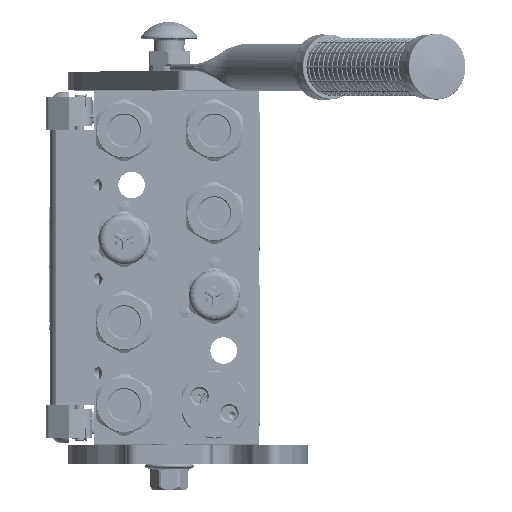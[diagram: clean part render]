
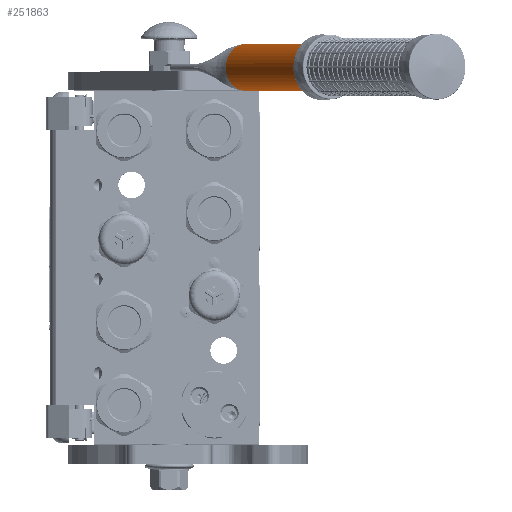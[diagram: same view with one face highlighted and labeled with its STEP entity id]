
A CAD part, top view. The second image highlights one B-rep face of the part: STEP entity #251863.
In plain terms, the highlighted cylindrical face has radius 12.5 mm (diameter 25 mm), a partial arc.
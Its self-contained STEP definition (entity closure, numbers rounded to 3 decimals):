
#247 = CARTESIAN_POINT ( 'NONE',  ( 12.5, 0.24, 0. ) ) ;
#4701 = CIRCLE ( 'NONE', #13397, 12.5 ) ;
#7113 = CARTESIAN_POINT ( 'NONE',  ( 12.466, 0.127, -0.927 ) ) ;
#13397 = AXIS2_PLACEMENT_3D ( 'NONE', #83832, #61305, #62243 ) ;
#19052 = CARTESIAN_POINT ( 'NONE',  ( -12.484, 0.186, -0.638 ) ) ;
#19981 = CARTESIAN_POINT ( 'NONE',  ( -12.494, 0.22, -0.394 ) ) ;
#20936 = CARTESIAN_POINT ( 'NONE',  ( -12.488, 0.202, -0.541 ) ) ;
#23374 = CARTESIAN_POINT ( 'NONE',  ( 12.5, 198., 0. ) ) ;
#23934 = DIRECTION ( 'NONE',  ( 0.994, 0., -0.109 ) ) ;
#24223 = CARTESIAN_POINT ( 'NONE',  ( -12.426, 0., -1.36 ) ) ;
#25000 = CARTESIAN_POINT ( 'NONE',  ( 12.441, 0.049, -1.219 ) ) ;
#26346 = EDGE_CURVE ( 'NONE', #225728, #84606, #4701, .T. ) ;
#26846 = CARTESIAN_POINT ( 'NONE',  ( 12.466, 0.13, -0.917 ) ) ;
#27193 = DIRECTION ( 'NONE',  ( 0., -1., 0. ) ) ;
#42556 = CARTESIAN_POINT ( 'NONE',  ( -12.482, 0.182, -0.665 ) ) ;
#43484 = CARTESIAN_POINT ( 'NONE',  ( -12.482, 0.18, -0.676 ) ) ;
#47607 = VERTEX_POINT ( 'NONE', #24223 ) ;
#47892 = CARTESIAN_POINT ( 'NONE',  ( 0., 0., 0. ) ) ;
#48084 = CIRCLE ( 'NONE', #50773, 12.5 ) ;
#48471 = CARTESIAN_POINT ( 'NONE',  ( 12.479, 0.172, -0.721 ) ) ;
#50773 = AXIS2_PLACEMENT_3D ( 'NONE', #143189, #119744, #164844 ) ;
#51866 = CARTESIAN_POINT ( 'NONE',  ( 12.5, 0.24, 0. ) ) ;
#54559 = CARTESIAN_POINT ( 'NONE',  ( -12.5, 0.24, 0. ) ) ;
#56517 = VERTEX_POINT ( 'NONE', #51866 ) ;
#59468 = LINE ( 'NONE', #247, #274433 ) ;
#61305 = DIRECTION ( 'NONE',  ( 0., 1., 0. ) ) ;
#62243 = DIRECTION ( 'NONE',  ( 1., 0., 0. ) ) ;
#68225 = CARTESIAN_POINT ( 'NONE',  ( 12.467, 0.131, -0.91 ) ) ;
#69163 = CARTESIAN_POINT ( 'NONE',  ( 12.468, 0.136, -0.889 ) ) ;
#70086 = CARTESIAN_POINT ( 'NONE',  ( 12.471, 0.146, -0.847 ) ) ;
#75873 = VERTEX_POINT ( 'NONE', #166734 ) ;
#82977 = CARTESIAN_POINT ( 'NONE',  ( -12.5, 0.24, 0. ) ) ;
#83832 = CARTESIAN_POINT ( 'NONE',  ( 0., 198., 0. ) ) ;
#84466 = EDGE_CURVE ( 'NONE', #56517, #225728, #59468, .T. ) ;
#84606 = VERTEX_POINT ( 'NONE', #239586 ) ;
#86697 = CARTESIAN_POINT ( 'NONE',  ( -12.472, 0.146, -0.859 ) ) ;
#92741 = B_SPLINE_CURVE_WITH_KNOTS ( 'NONE', 3,
 ( #82977, #272642, #233150, #19981, #213409, #20936, #171200, #19052, #42556, #43484, #170298, #172139, #86697, #109200, #127938 ),
 .UNSPECIFIED., .F., .F.,
 ( 4, 2, 2, 1, 1, 1, 2, 2, 4 ),
 ( 0., 0.25, 0.375, 0.438, 0.469, 0.484, 0.492, 0.5, 1. ),
 .UNSPECIFIED. ) ;
#93789 = EDGE_CURVE ( 'NONE', #153459, #47607, #92741, .T. ) ;
#96971 = DIRECTION ( 'NONE',  ( 0., 1., 0. ) ) ;
#100484 = LINE ( 'NONE', #139202, #204419 ) ;
#105729 = EDGE_CURVE ( 'NONE', #75873, #47607, #48084, .T. ) ;
#108206 = DIRECTION ( 'NONE',  ( 0., 1., 0. ) ) ;
#109200 = CARTESIAN_POINT ( 'NONE',  ( -12.456, 0.096, -1.087 ) ) ;
#119744 = DIRECTION ( 'NONE',  ( 0., 1., 0. ) ) ;
#124732 = ORIENTED_EDGE ( 'NONE', *, *, #237360, .T. ) ;
#125820 = EDGE_CURVE ( 'NONE', #223602, #56517, #165523, .T. ) ;
#127938 = CARTESIAN_POINT ( 'NONE',  ( -12.426, 0., -1.36 ) ) ;
#130543 = EDGE_LOOP ( 'NONE', ( #263031, #196653, #226404, #124732, #160086, #236208, #205164 ) ) ;
#132952 = CARTESIAN_POINT ( 'NONE',  ( 12.494, 0.221, -0.449 ) ) ;
#133866 = CARTESIAN_POINT ( 'NONE',  ( 12.461, 0.114, -0.981 ) ) ;
#136616 = CARTESIAN_POINT ( 'NONE',  ( 12.5, 0.24, -0.216 ) ) ;
#139202 = CARTESIAN_POINT ( 'NONE',  ( -12.5, 0.24, 0. ) ) ;
#143189 = CARTESIAN_POINT ( 'NONE',  ( 0., 0., 0. ) ) ;
#144424 = CARTESIAN_POINT ( 'NONE',  ( 12.426, 0., -1.36 ) ) ;
#150883 = CYLINDRICAL_SURFACE ( 'NONE', #172596, 12.5 ) ;
#152569 = DIRECTION ( 'NONE',  ( 0., 1., 0. ) ) ;
#153459 = VERTEX_POINT ( 'NONE', #54559 ) ;
#153623 = CARTESIAN_POINT ( 'NONE',  ( 12.426, 0., -1.36 ) ) ;
#155500 = CARTESIAN_POINT ( 'NONE',  ( 12.478, 0.167, -0.748 ) ) ;
#157684 = FACE_OUTER_BOUND ( 'NONE', #130543, .T. ) ;
#160086 = ORIENTED_EDGE ( 'NONE', *, *, #26346, .F. ) ;
#164844 = DIRECTION ( 'NONE',  ( 0.994, 0., -0.109 ) ) ;
#165523 = B_SPLINE_CURVE_WITH_KNOTS ( 'NONE', 3,
 ( #153623, #25000, #262528, #133866, #196810, #7113, #26846, #68225, #69163, #70086, #177094, #155500, #48471, #132952, #136616, #220233 ),
 .UNSPECIFIED., .F., .F.,
 ( 4, 2, 1, 2, 2, 1, 2, 2, 4 ),
 ( 0., 0.25, 0.313, 0.328, 0.344, 0.375, 0.438, 0.5, 1. ),
 .UNSPECIFIED. ) ;
#166734 = CARTESIAN_POINT ( 'NONE',  ( 0., 0., -12.5 ) ) ;
#169980 = CIRCLE ( 'NONE', #248648, 12.5 ) ;
#170298 = CARTESIAN_POINT ( 'NONE',  ( -12.481, 0.178, -0.683 ) ) ;
#171200 = CARTESIAN_POINT ( 'NONE',  ( -12.486, 0.195, -0.586 ) ) ;
#172139 = CARTESIAN_POINT ( 'NONE',  ( -12.481, 0.178, -0.688 ) ) ;
#172596 = AXIS2_PLACEMENT_3D ( 'NONE', #47892, #27193, #242202 ) ;
#177094 = CARTESIAN_POINT ( 'NONE',  ( 12.474, 0.155, -0.804 ) ) ;
#196653 = ORIENTED_EDGE ( 'NONE', *, *, #105729, .T. ) ;
#196810 = CARTESIAN_POINT ( 'NONE',  ( 12.464, 0.121, -0.953 ) ) ;
#202095 = EDGE_CURVE ( 'NONE', #223602, #75873, #169980, .T. ) ;
#204419 = VECTOR ( 'NONE', #96971, 1000. ) ;
#205164 = ORIENTED_EDGE ( 'NONE', *, *, #125820, .F. ) ;
#213409 = CARTESIAN_POINT ( 'NONE',  ( -12.492, 0.214, -0.452 ) ) ;
#220233 = CARTESIAN_POINT ( 'NONE',  ( 12.5, 0.24, 0. ) ) ;
#223602 = VERTEX_POINT ( 'NONE', #144424 ) ;
#225728 = VERTEX_POINT ( 'NONE', #23374 ) ;
#226404 = ORIENTED_EDGE ( 'NONE', *, *, #93789, .F. ) ;
#233150 = CARTESIAN_POINT ( 'NONE',  ( -12.499, 0.235, -0.221 ) ) ;
#236208 = ORIENTED_EDGE ( 'NONE', *, *, #84466, .F. ) ;
#237360 = EDGE_CURVE ( 'NONE', #153459, #84606, #100484, .T. ) ;
#239586 = CARTESIAN_POINT ( 'NONE',  ( -12.5, 198., 0. ) ) ;
#242202 = DIRECTION ( 'NONE',  ( 1., 0., 0. ) ) ;
#248648 = AXIS2_PLACEMENT_3D ( 'NONE', #257781, #152569, #23934 ) ;
#251863 = ADVANCED_FACE ( 'NONE', ( #157684 ), #150883, .T. ) ;
#257781 = CARTESIAN_POINT ( 'NONE',  ( 0., 0., 0. ) ) ;
#262528 = CARTESIAN_POINT ( 'NONE',  ( 12.452, 0.083, -1.1 ) ) ;
#263031 = ORIENTED_EDGE ( 'NONE', *, *, #202095, .T. ) ;
#272642 = CARTESIAN_POINT ( 'NONE',  ( -12.5, 0.24, -0.108 ) ) ;
#274433 = VECTOR ( 'NONE', #108206, 1000. ) ;
